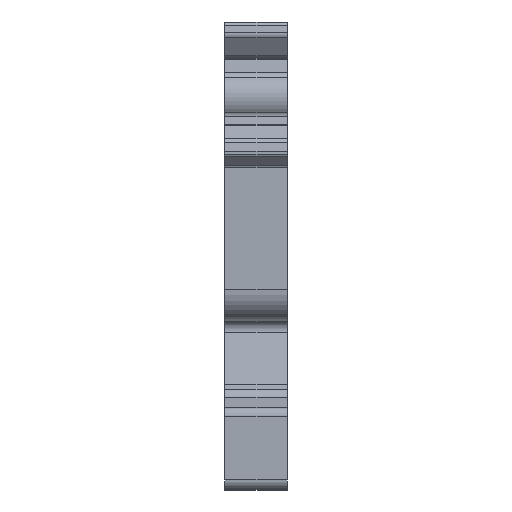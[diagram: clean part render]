
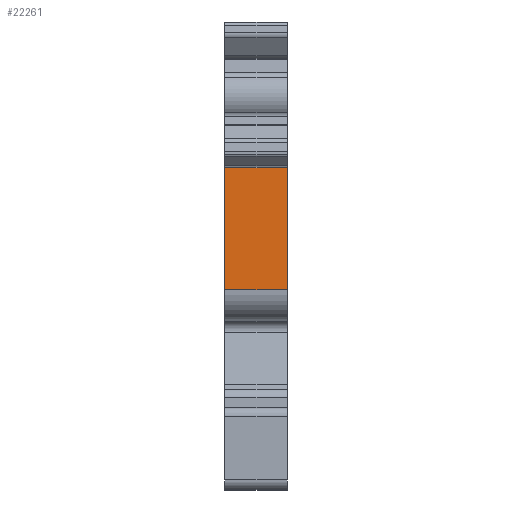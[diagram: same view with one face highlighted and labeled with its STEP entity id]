
A CAD part, left-side view. The second image highlights one B-rep face of the part: STEP entity #22261.
In plain terms, the highlighted planar face has unit normal (-1, 0, 0).
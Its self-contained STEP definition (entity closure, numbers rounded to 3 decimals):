
#242 = DIRECTION ( 'NONE',  ( 0., 0., 1. ) ) ;
#1385 = EDGE_CURVE ( 'NONE', #3133, #33748, #8876, .T. ) ;
#1576 = ORIENTED_EDGE ( 'NONE', *, *, #30930, .F. ) ;
#2187 = LINE ( 'NONE', #25154, #22052 ) ;
#3133 = VERTEX_POINT ( 'NONE', #14065 ) ;
#3697 = VERTEX_POINT ( 'NONE', #16263 ) ;
#8831 = ORIENTED_EDGE ( 'NONE', *, *, #1385, .T. ) ;
#8876 = LINE ( 'NONE', #41847, #33196 ) ;
#11795 = LINE ( 'NONE', #31042, #28887 ) ;
#12643 = DIRECTION ( 'NONE',  ( 0., -1., 0. ) ) ;
#12870 = AXIS2_PLACEMENT_3D ( 'NONE', #25804, #29702, #242 ) ;
#14065 = CARTESIAN_POINT ( 'NONE',  ( -53.25, 0., 8.734 ) ) ;
#14421 = ORIENTED_EDGE ( 'NONE', *, *, #35684, .F. ) ;
#14422 = VECTOR ( 'NONE', #41363, 1000. ) ;
#15030 = LINE ( 'NONE', #28201, #14422 ) ;
#16263 = CARTESIAN_POINT ( 'NONE',  ( -53.25, 5., 18.488 ) ) ;
#19413 = DIRECTION ( 'NONE',  ( 0., 0., 1. ) ) ;
#20165 = CARTESIAN_POINT ( 'NONE',  ( -53.25, 5., 8.734 ) ) ;
#22052 = VECTOR ( 'NONE', #12643, 1000. ) ;
#22261 = ADVANCED_FACE ( 'NONE', ( #26249 ), #35779, .F. ) ;
#25154 = CARTESIAN_POINT ( 'NONE',  ( -53.25, 5., 18.488 ) ) ;
#25526 = ORIENTED_EDGE ( 'NONE', *, *, #35813, .T. ) ;
#25804 = CARTESIAN_POINT ( 'NONE',  ( -53.25, 5., 8.734 ) ) ;
#26249 = FACE_OUTER_BOUND ( 'NONE', #28344, .T. ) ;
#28201 = CARTESIAN_POINT ( 'NONE',  ( -53.25, 5., 8.734 ) ) ;
#28344 = EDGE_LOOP ( 'NONE', ( #8831, #1576, #14421, #25526 ) ) ;
#28887 = VECTOR ( 'NONE', #34679, 1000. ) ;
#29058 = CARTESIAN_POINT ( 'NONE',  ( -53.25, 0., 18.488 ) ) ;
#29702 = DIRECTION ( 'NONE',  ( 1., 0., 0. ) ) ;
#30930 = EDGE_CURVE ( 'NONE', #3697, #33748, #2187, .T. ) ;
#31042 = CARTESIAN_POINT ( 'NONE',  ( -53.25, 5., 8.734 ) ) ;
#33196 = VECTOR ( 'NONE', #19413, 1000. ) ;
#33748 = VERTEX_POINT ( 'NONE', #29058 ) ;
#34679 = DIRECTION ( 'NONE',  ( 0., 0., 1. ) ) ;
#35684 = EDGE_CURVE ( 'NONE', #41633, #3697, #11795, .T. ) ;
#35779 = PLANE ( 'NONE',  #12870 ) ;
#35813 = EDGE_CURVE ( 'NONE', #41633, #3133, #15030, .T. ) ;
#41363 = DIRECTION ( 'NONE',  ( 0., -1., 0. ) ) ;
#41633 = VERTEX_POINT ( 'NONE', #20165 ) ;
#41847 = CARTESIAN_POINT ( 'NONE',  ( -53.25, 0., 8.734 ) ) ;
